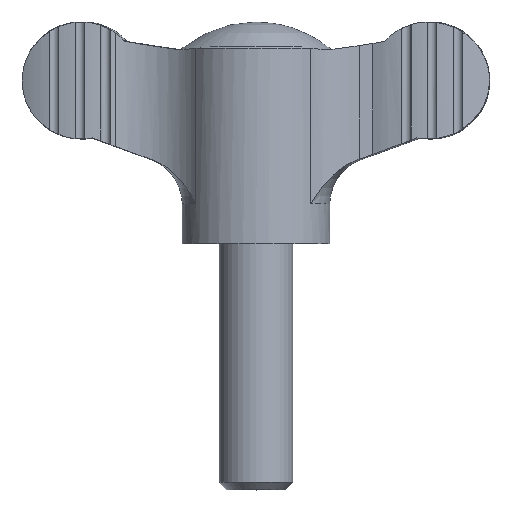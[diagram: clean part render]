
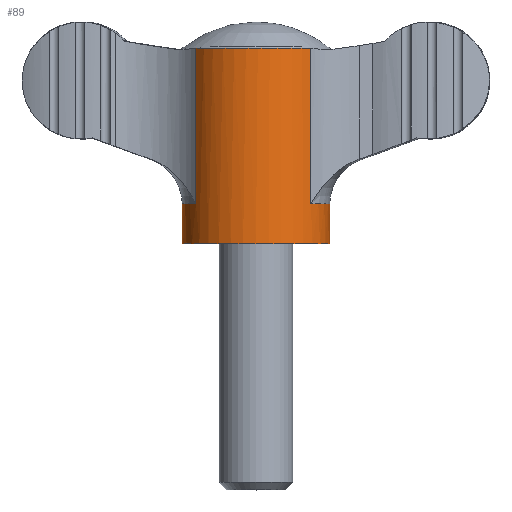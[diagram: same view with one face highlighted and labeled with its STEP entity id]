
A CAD part, top view. The second image highlights one B-rep face of the part: STEP entity #89.
In plain terms, the highlighted cylindrical face has radius 6 mm (diameter 12 mm), a full revolution.
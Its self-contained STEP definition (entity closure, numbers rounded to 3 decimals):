
#89 = ADVANCED_FACE( '', ( #216, #217 ), #218, .T. );
#216 = FACE_OUTER_BOUND( '', #382, .T. );
#217 = FACE_OUTER_BOUND( '', #383, .T. );
#218 = CYLINDRICAL_SURFACE( '', #384, 6. );
#382 = EDGE_LOOP( '', ( #599 ) );
#383 = EDGE_LOOP( '', ( #600, #601, #602, #603, #604, #605, #606, #607 ) );
#384 = AXIS2_PLACEMENT_3D( '', #608, #609, #610 );
#599 = ORIENTED_EDGE( '', *, *, #1053, .F. );
#600 = ORIENTED_EDGE( '', *, *, #1054, .T. );
#601 = ORIENTED_EDGE( '', *, *, #1055, .F. );
#602 = ORIENTED_EDGE( '', *, *, #1056, .F. );
#603 = ORIENTED_EDGE( '', *, *, #1006, .T. );
#604 = ORIENTED_EDGE( '', *, *, #1057, .T. );
#605 = ORIENTED_EDGE( '', *, *, #1058, .F. );
#606 = ORIENTED_EDGE( '', *, *, #1059, .F. );
#607 = ORIENTED_EDGE( '', *, *, #1060, .T. );
#608 = CARTESIAN_POINT( '', ( 0., 0., 0. ) );
#609 = DIRECTION( '', ( 0., 1., 0. ) );
#610 = DIRECTION( '', ( 0., 0., -1. ) );
#1006 = EDGE_CURVE( '', #1188, #1201, #1203, .T. );
#1053 = EDGE_CURVE( '', #1285, #1285, #1286, .T. );
#1054 = EDGE_CURVE( '', #1287, #1288, #1289, .T. );
#1055 = EDGE_CURVE( '', #1290, #1288, #1291, .T. );
#1056 = EDGE_CURVE( '', #1188, #1290, #1292, .T. );
#1057 = EDGE_CURVE( '', #1201, #1293, #1294, .T. );
#1058 = EDGE_CURVE( '', #1295, #1293, #1296, .T. );
#1059 = EDGE_CURVE( '', #1297, #1295, #1298, .T. );
#1060 = EDGE_CURVE( '', #1297, #1287, #1299, .T. );
#1188 = VERTEX_POINT( '', #1469 );
#1201 = VERTEX_POINT( '', #1510 );
#1203 = LINE( '', #1525, #1526 );
#1285 = VERTEX_POINT( '', #1803 );
#1286 = CIRCLE( '', #1804, 6. );
#1287 = VERTEX_POINT( '', #1805 );
#1288 = VERTEX_POINT( '', #1806 );
#1289 = CIRCLE( '', #1807, 6. );
#1290 = VERTEX_POINT( '', #1808 );
#1291 = LINE( '', #1809, #1810 );
#1292 = CIRCLE( '', #1811, 6. );
#1293 = VERTEX_POINT( '', #1812 );
#1294 = CIRCLE( '', #1813, 6. );
#1295 = VERTEX_POINT( '', #1814 );
#1296 = LINE( '', #1815, #1816 );
#1297 = VERTEX_POINT( '', #1817 );
#1298 = CIRCLE( '', #1818, 6. );
#1299 = LINE( '', #1819, #1820 );
#1469 = CARTESIAN_POINT( '', ( -4.881, 15.862, 3.49 ) );
#1510 = CARTESIAN_POINT( '', ( -4.881, 3.239, 3.49 ) );
#1525 = CARTESIAN_POINT( '', ( -4.881, 44.5, 3.49 ) );
#1526 = VECTOR( '', #2336, 1000. );
#1803 = CARTESIAN_POINT( '', ( 0., 0., -6. ) );
#1804 = AXIS2_PLACEMENT_3D( '', #2361, #2362, #2363 );
#1805 = CARTESIAN_POINT( '', ( 4.881, 3.239, -3.49 ) );
#1806 = CARTESIAN_POINT( '', ( 4.446, 3.239, 4.03 ) );
#1807 = AXIS2_PLACEMENT_3D( '', #2364, #2365, #2366 );
#1808 = CARTESIAN_POINT( '', ( 4.446, 15.862, 4.03 ) );
#1809 = CARTESIAN_POINT( '', ( 4.446, 44.5, 4.03 ) );
#1810 = VECTOR( '', #2367, 1000. );
#1811 = AXIS2_PLACEMENT_3D( '', #2368, #2369, #2370 );
#1812 = CARTESIAN_POINT( '', ( -4.446, 3.239, -4.03 ) );
#1813 = AXIS2_PLACEMENT_3D( '', #2371, #2372, #2373 );
#1814 = CARTESIAN_POINT( '', ( -4.446, 15.862, -4.03 ) );
#1815 = CARTESIAN_POINT( '', ( -4.446, 44.5, -4.03 ) );
#1816 = VECTOR( '', #2374, 1000. );
#1817 = CARTESIAN_POINT( '', ( 4.881, 15.862, -3.49 ) );
#1818 = AXIS2_PLACEMENT_3D( '', #2375, #2376, #2377 );
#1819 = CARTESIAN_POINT( '', ( 4.881, 44.5, -3.49 ) );
#1820 = VECTOR( '', #2378, 1000. );
#2336 = DIRECTION( '', ( 0., -1., 0. ) );
#2361 = CARTESIAN_POINT( '', ( 0., 0., 0. ) );
#2362 = DIRECTION( '', ( 0., -1., 0. ) );
#2363 = DIRECTION( '', ( 0., 0., -1. ) );
#2364 = CARTESIAN_POINT( '', ( 0., 3.239, 0. ) );
#2365 = DIRECTION( '', ( 0., -1., 0. ) );
#2366 = DIRECTION( '', ( 0., 0., -1. ) );
#2367 = DIRECTION( '', ( 0., -1., 0. ) );
#2368 = CARTESIAN_POINT( '', ( 0., 15.862, 0. ) );
#2369 = DIRECTION( '', ( 0., 1., 0. ) );
#2370 = DIRECTION( '', ( 0., 0., 1. ) );
#2371 = CARTESIAN_POINT( '', ( 0., 3.239, 0. ) );
#2372 = DIRECTION( '', ( 0., -1., 0. ) );
#2373 = DIRECTION( '', ( 0., 0., -1. ) );
#2374 = DIRECTION( '', ( 0., -1., 0. ) );
#2375 = CARTESIAN_POINT( '', ( 0., 15.862, 0. ) );
#2376 = DIRECTION( '', ( 0., 1., 0. ) );
#2377 = DIRECTION( '', ( 0., 0., 1. ) );
#2378 = DIRECTION( '', ( 0., -1., 0. ) );
